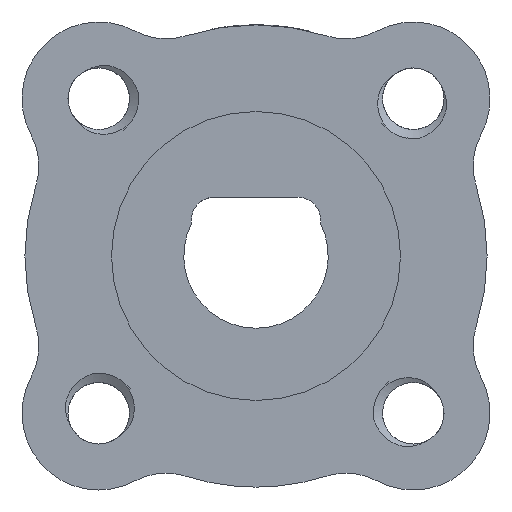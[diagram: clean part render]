
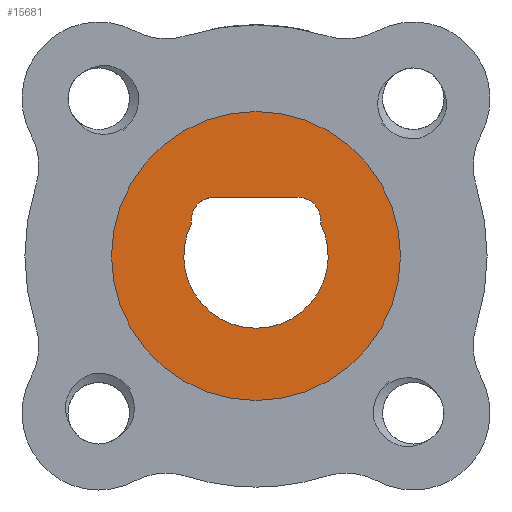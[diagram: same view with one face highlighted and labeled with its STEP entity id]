
A CAD part, front view. The second image highlights one B-rep face of the part: STEP entity #15681.
In plain terms, the highlighted planar face has unit normal (0, -1, 0).
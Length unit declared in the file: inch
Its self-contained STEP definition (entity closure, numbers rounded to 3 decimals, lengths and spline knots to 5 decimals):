
#17 = CARTESIAN_POINT ( 'NONE',  ( 0., 0., -0.25 ) ) ;
#248 = VERTEX_POINT ( 'NONE', #16883 ) ;
#438 = DIRECTION ( 'NONE',  ( 0., 0., 1. ) ) ;
#634 = PLANE ( 'NONE',  #16349 ) ;
#639 = VERTEX_POINT ( 'NONE', #17 ) ;
#1068 = DIRECTION ( 'NONE',  ( 0., -1., 0. ) ) ;
#2010 = DIRECTION ( 'NONE',  ( 0., 1., 0. ) ) ;
#2113 = CARTESIAN_POINT ( 'NONE',  ( 0., 0., 0. ) ) ;
#2211 = CARTESIAN_POINT ( 'NONE',  ( 0., 0., 0. ) ) ;
#2621 = VERTEX_POINT ( 'NONE', #18799 ) ;
#2687 = AXIS2_PLACEMENT_3D ( 'NONE', #12211, #16657, #438 ) ;
#2878 = VERTEX_POINT ( 'NONE', #14129 ) ;
#3251 = VERTEX_POINT ( 'NONE', #18945 ) ;
#3302 = CIRCLE ( 'NONE', #4060, 0.25 ) ;
#3343 = CIRCLE ( 'NONE', #8598, 0.125 ) ;
#3414 = CIRCLE ( 'NONE', #17840, 0.03937 ) ;
#3785 = EDGE_LOOP ( 'NONE', ( #4443, #4005 ) ) ;
#4005 = ORIENTED_EDGE ( 'NONE', *, *, #9315, .F. ) ;
#4060 = AXIS2_PLACEMENT_3D ( 'NONE', #2113, #10551, #12455 ) ;
#4306 = EDGE_CURVE ( 'NONE', #639, #3251, #10488, .T. ) ;
#4443 = ORIENTED_EDGE ( 'NONE', *, *, #4306, .F. ) ;
#4540 = ORIENTED_EDGE ( 'NONE', *, *, #10375, .F. ) ;
#5266 = DIRECTION ( 'NONE',  ( 0., 0., 1. ) ) ;
#5295 = CARTESIAN_POINT ( 'NONE',  ( 0.11147, 0., 0.05657 ) ) ;
#5541 = CARTESIAN_POINT ( 'NONE',  ( -0.07254, 0., 0.1018 ) ) ;
#6676 = EDGE_CURVE ( 'NONE', #14969, #2878, #3343, .T. ) ;
#7523 = CARTESIAN_POINT ( 'NONE',  ( 0., 0., 0. ) ) ;
#7823 = VECTOR ( 'NONE', #15909, 39.37008 ) ;
#8250 = ORIENTED_EDGE ( 'NONE', *, *, #6676, .T. ) ;
#8598 = AXIS2_PLACEMENT_3D ( 'NONE', #7523, #11970, #13671 ) ;
#8797 = FACE_BOUND ( 'NONE', #17230, .T. ) ;
#9315 = EDGE_CURVE ( 'NONE', #3251, #639, #3302, .T. ) ;
#10174 = CIRCLE ( 'NONE', #2687, 0.03937 ) ;
#10347 = EDGE_CURVE ( 'NONE', #2621, #248, #12670, .T. ) ;
#10375 = EDGE_CURVE ( 'NONE', #2621, #2878, #3414, .T. ) ;
#10488 = CIRCLE ( 'NONE', #13362, 0.25 ) ;
#10551 = DIRECTION ( 'NONE',  ( 0., 1., 0. ) ) ;
#10866 = CARTESIAN_POINT ( 'NONE',  ( 0., 0., 0. ) ) ;
#11970 = DIRECTION ( 'NONE',  ( 0., 1., 0. ) ) ;
#12211 = CARTESIAN_POINT ( 'NONE',  ( 0.07254, 0., 0.06243 ) ) ;
#12268 = DIRECTION ( 'NONE',  ( 0., 0., 1. ) ) ;
#12455 = DIRECTION ( 'NONE',  ( 0., 0., 1. ) ) ;
#12670 = LINE ( 'NONE', #5541, #7823 ) ;
#13362 = AXIS2_PLACEMENT_3D ( 'NONE', #2211, #18540, #5266 ) ;
#13532 = ORIENTED_EDGE ( 'NONE', *, *, #10347, .T. ) ;
#13671 = DIRECTION ( 'NONE',  ( 0., 0., 1. ) ) ;
#14129 = CARTESIAN_POINT ( 'NONE',  ( -0.11147, 0., 0.05657 ) ) ;
#14225 = ORIENTED_EDGE ( 'NONE', *, *, #15617, .F. ) ;
#14969 = VERTEX_POINT ( 'NONE', #5295 ) ;
#15617 = EDGE_CURVE ( 'NONE', #14969, #248, #10174, .T. ) ;
#15681 = ADVANCED_FACE ( 'NONE', ( #8797, #17632 ), #634, .F. ) ;
#15909 = DIRECTION ( 'NONE',  ( 1., 0., 0. ) ) ;
#16349 = AXIS2_PLACEMENT_3D ( 'NONE', #10866, #2010, #12268 ) ;
#16657 = DIRECTION ( 'NONE',  ( 0., -1., 0. ) ) ;
#16883 = CARTESIAN_POINT ( 'NONE',  ( 0.07254, 0., 0.1018 ) ) ;
#17230 = EDGE_LOOP ( 'NONE', ( #13532, #14225, #8250, #4540 ) ) ;
#17632 = FACE_OUTER_BOUND ( 'NONE', #3785, .T. ) ;
#17840 = AXIS2_PLACEMENT_3D ( 'NONE', #18825, #1068, #18902 ) ;
#18540 = DIRECTION ( 'NONE',  ( 0., 1., 0. ) ) ;
#18799 = CARTESIAN_POINT ( 'NONE',  ( -0.07254, 0., 0.1018 ) ) ;
#18825 = CARTESIAN_POINT ( 'NONE',  ( -0.07254, 0., 0.06243 ) ) ;
#18902 = DIRECTION ( 'NONE',  ( 0., 0., -1. ) ) ;
#18945 = CARTESIAN_POINT ( 'NONE',  ( 0., 0., 0.25 ) ) ;
